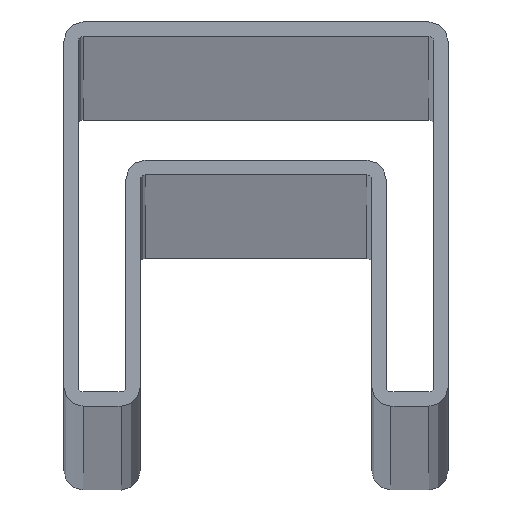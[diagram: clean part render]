
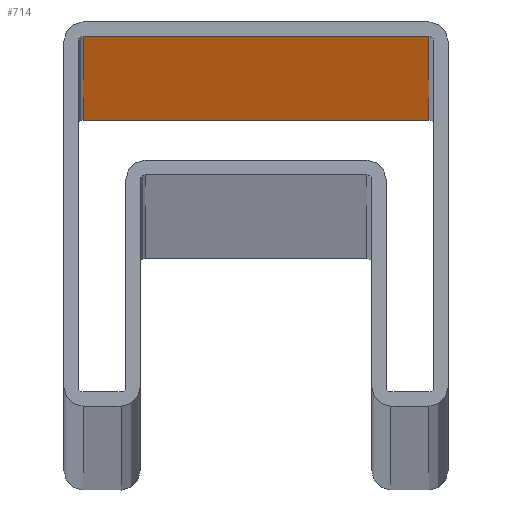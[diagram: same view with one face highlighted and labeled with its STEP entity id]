
A CAD part, top view. The second image highlights one B-rep face of the part: STEP entity #714.
In plain terms, the highlighted planar face has unit normal (0, -1, 0).
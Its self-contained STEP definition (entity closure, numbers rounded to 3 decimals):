
#44 = CARTESIAN_POINT ( 'NONE',  ( -18., 18.5, -5000. ) ) ;
#79 = CARTESIAN_POINT ( 'NONE',  ( 18., 18.5, -5000. ) ) ;
#89 = EDGE_CURVE ( 'NONE', #489, #659, #889, .T. ) ;
#107 = CARTESIAN_POINT ( 'NONE',  ( -18., 18.5, 0. ) ) ;
#191 = DIRECTION ( 'NONE',  ( 0., 0., 1. ) ) ;
#230 = VERTEX_POINT ( 'NONE', #543 ) ;
#270 = VECTOR ( 'NONE', #191, 1000. ) ;
#311 = PLANE ( 'NONE',  #965 ) ;
#399 = FACE_OUTER_BOUND ( 'NONE', #646, .T. ) ;
#468 = ORIENTED_EDGE ( 'NONE', *, *, #532, .T. ) ;
#489 = VERTEX_POINT ( 'NONE', #643 ) ;
#494 = CARTESIAN_POINT ( 'NONE',  ( 18., 18.5, 0. ) ) ;
#508 = CARTESIAN_POINT ( 'NONE',  ( -18., 18.5, -5000. ) ) ;
#522 = ORIENTED_EDGE ( 'NONE', *, *, #550, .F. ) ;
#532 = EDGE_CURVE ( 'NONE', #659, #230, #991, .T. ) ;
#543 = CARTESIAN_POINT ( 'NONE',  ( -18., 18.5, 0. ) ) ;
#550 = EDGE_CURVE ( 'NONE', #1133, #230, #560, .T. ) ;
#560 = LINE ( 'NONE', #638, #270 ) ;
#604 = DIRECTION ( 'NONE',  ( -1., 0., 0. ) ) ;
#638 = CARTESIAN_POINT ( 'NONE',  ( -18., 18.5, -5000. ) ) ;
#643 = CARTESIAN_POINT ( 'NONE',  ( 18., 18.5, -5000. ) ) ;
#646 = EDGE_LOOP ( 'NONE', ( #468, #522, #864, #739 ) ) ;
#659 = VERTEX_POINT ( 'NONE', #494 ) ;
#670 = DIRECTION ( 'NONE',  ( 0., 1., 0. ) ) ;
#714 = ADVANCED_FACE ( 'NONE', ( #399 ), #311, .F. ) ;
#729 = DIRECTION ( 'NONE',  ( -1., 0., 0. ) ) ;
#739 = ORIENTED_EDGE ( 'NONE', *, *, #89, .T. ) ;
#741 = EDGE_CURVE ( 'NONE', #489, #1133, #778, .T. ) ;
#749 = VECTOR ( 'NONE', #1067, 1000. ) ;
#778 = LINE ( 'NONE', #508, #791 ) ;
#791 = VECTOR ( 'NONE', #604, 1000. ) ;
#831 = VECTOR ( 'NONE', #729, 1000. ) ;
#864 = ORIENTED_EDGE ( 'NONE', *, *, #741, .F. ) ;
#889 = LINE ( 'NONE', #79, #749 ) ;
#944 = CARTESIAN_POINT ( 'NONE',  ( -18., 18.5, -5000. ) ) ;
#965 = AXIS2_PLACEMENT_3D ( 'NONE', #944, #670, #1117 ) ;
#991 = LINE ( 'NONE', #107, #831 ) ;
#1067 = DIRECTION ( 'NONE',  ( 0., 0., 1. ) ) ;
#1117 = DIRECTION ( 'NONE',  ( 0., 0., 1. ) ) ;
#1133 = VERTEX_POINT ( 'NONE', #44 ) ;
